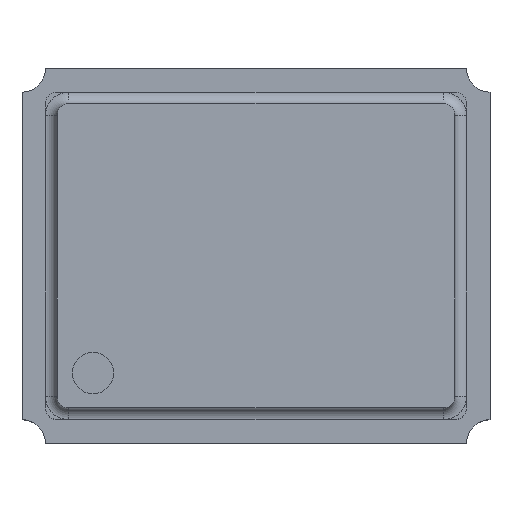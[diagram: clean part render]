
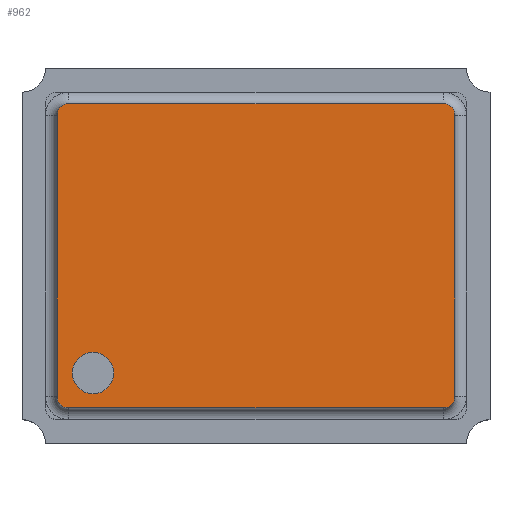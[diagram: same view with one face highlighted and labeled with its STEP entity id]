
A CAD part, top view. The second image highlights one B-rep face of the part: STEP entity #962.
In plain terms, the highlighted planar face has unit normal (0, 0, 1).
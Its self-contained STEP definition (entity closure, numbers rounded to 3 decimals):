
#72 = CARTESIAN_POINT ( 'NONE',  ( 0.8, 0.65, 0.45 ) ) ;
#87 = CARTESIAN_POINT ( 'NONE',  ( -0.8, 0.65, 0.45 ) ) ;
#91 = LINE ( 'NONE', #2781, #2163 ) ;
#146 = DIRECTION ( 'NONE',  ( 1., 0., 0. ) ) ;
#179 = FACE_OUTER_BOUND ( 'NONE', #2292, .T. ) ;
#250 = ORIENTED_EDGE ( 'NONE', *, *, #3067, .T. ) ;
#267 = CIRCLE ( 'NONE', #895, 0.05 ) ;
#291 = LINE ( 'NONE', #3541, #3379 ) ;
#310 = VERTEX_POINT ( 'NONE', #1083 ) ;
#334 = ORIENTED_EDGE ( 'NONE', *, *, #2446, .T. ) ;
#348 = AXIS2_PLACEMENT_3D ( 'NONE', #3144, #3703, #146 ) ;
#350 = CARTESIAN_POINT ( 'NONE',  ( 0.85, -0.6, 0.45 ) ) ;
#426 = VERTEX_POINT ( 'NONE', #72 ) ;
#473 = VERTEX_POINT ( 'NONE', #3082 ) ;
#484 = ORIENTED_EDGE ( 'NONE', *, *, #1351, .T. ) ;
#493 = CIRCLE ( 'NONE', #2905, 0.089 ) ;
#604 = CIRCLE ( 'NONE', #348, 0.05 ) ;
#609 = DIRECTION ( 'NONE',  ( 0., 0., 1. ) ) ;
#698 = DIRECTION ( 'NONE',  ( 1., 0., 0. ) ) ;
#716 = CARTESIAN_POINT ( 'NONE',  ( 0.8, 0.6, 0.45 ) ) ;
#750 = VECTOR ( 'NONE', #3030, 1000. ) ;
#779 = VERTEX_POINT ( 'NONE', #2063 ) ;
#862 = CARTESIAN_POINT ( 'NONE',  ( -0.697, -0.501, 0.45 ) ) ;
#895 = AXIS2_PLACEMENT_3D ( 'NONE', #716, #1276, #698 ) ;
#962 = ADVANCED_FACE ( 'NONE', ( #3779, #179 ), #3443, .T. ) ;
#1066 = EDGE_CURVE ( 'NONE', #426, #3595, #291, .T. ) ;
#1083 = CARTESIAN_POINT ( 'NONE',  ( -0.8, -0.65, 0.45 ) ) ;
#1110 = CIRCLE ( 'NONE', #1482, 0.05 ) ;
#1149 = CARTESIAN_POINT ( 'NONE',  ( 0.85, 0.6, 0.45 ) ) ;
#1182 = CIRCLE ( 'NONE', #2790, 0.089 ) ;
#1206 = DIRECTION ( 'NONE',  ( -1., 0., 0. ) ) ;
#1248 = EDGE_CURVE ( 'NONE', #473, #3734, #1182, .T. ) ;
#1276 = DIRECTION ( 'NONE',  ( 0., 0., 1. ) ) ;
#1351 = EDGE_CURVE ( 'NONE', #1967, #426, #267, .T. ) ;
#1356 = ORIENTED_EDGE ( 'NONE', *, *, #2494, .T. ) ;
#1439 = ORIENTED_EDGE ( 'NONE', *, *, #1066, .T. ) ;
#1482 = AXIS2_PLACEMENT_3D ( 'NONE', #2675, #2943, #3225 ) ;
#1552 = VERTEX_POINT ( 'NONE', #3729 ) ;
#1564 = CIRCLE ( 'NONE', #2068, 0.05 ) ;
#1642 = EDGE_CURVE ( 'NONE', #1977, #310, #1564, .T. ) ;
#1727 = CARTESIAN_POINT ( 'NONE',  ( -0.85, -0.6, 0.45 ) ) ;
#1774 = CARTESIAN_POINT ( 'NONE',  ( 0.85, -0.6, 0.45 ) ) ;
#1850 = CARTESIAN_POINT ( 'NONE',  ( -0.85, -0.6, 0.45 ) ) ;
#1957 = DIRECTION ( 'NONE',  ( 0., 0., 1. ) ) ;
#1967 = VERTEX_POINT ( 'NONE', #1149 ) ;
#1977 = VERTEX_POINT ( 'NONE', #1727 ) ;
#1979 = EDGE_CURVE ( 'NONE', #3734, #473, #493, .T. ) ;
#2049 = DIRECTION ( 'NONE',  ( 0., 1., 0. ) ) ;
#2063 = CARTESIAN_POINT ( 'NONE',  ( 0.8, -0.65, 0.45 ) ) ;
#2068 = AXIS2_PLACEMENT_3D ( 'NONE', #2705, #2633, #3552 ) ;
#2163 = VECTOR ( 'NONE', #3721, 1000. ) ;
#2225 = EDGE_LOOP ( 'NONE', ( #3716, #3133 ) ) ;
#2250 = ORIENTED_EDGE ( 'NONE', *, *, #1642, .T. ) ;
#2282 = CARTESIAN_POINT ( 'NONE',  ( -0.8, -0.6, 0.45 ) ) ;
#2292 = EDGE_LOOP ( 'NONE', ( #2250, #3024, #3611, #250, #484, #1439, #1356, #334 ) ) ;
#2446 = EDGE_CURVE ( 'NONE', #1552, #1977, #3315, .T. ) ;
#2447 = EDGE_CURVE ( 'NONE', #310, #779, #91, .T. ) ;
#2494 = EDGE_CURVE ( 'NONE', #3595, #1552, #604, .T. ) ;
#2546 = DIRECTION ( 'NONE',  ( 0., 0., 1. ) ) ;
#2580 = DIRECTION ( 'NONE',  ( 1., 0., 0. ) ) ;
#2633 = DIRECTION ( 'NONE',  ( 0., 0., 1. ) ) ;
#2675 = CARTESIAN_POINT ( 'NONE',  ( 0.8, -0.6, 0.45 ) ) ;
#2705 = CARTESIAN_POINT ( 'NONE',  ( -0.8, -0.6, 0.45 ) ) ;
#2731 = VERTEX_POINT ( 'NONE', #350 ) ;
#2781 = CARTESIAN_POINT ( 'NONE',  ( -0.8, -0.65, 0.45 ) ) ;
#2790 = AXIS2_PLACEMENT_3D ( 'NONE', #3382, #1957, #2580 ) ;
#2828 = AXIS2_PLACEMENT_3D ( 'NONE', #2282, #2546, #3719 ) ;
#2905 = AXIS2_PLACEMENT_3D ( 'NONE', #862, #609, #2916 ) ;
#2916 = DIRECTION ( 'NONE',  ( 1., 0., 0. ) ) ;
#2943 = DIRECTION ( 'NONE',  ( 0., 0., 1. ) ) ;
#3024 = ORIENTED_EDGE ( 'NONE', *, *, #2447, .T. ) ;
#3028 = VECTOR ( 'NONE', #2049, 1000. ) ;
#3030 = DIRECTION ( 'NONE',  ( 0., -1., 0. ) ) ;
#3053 = CARTESIAN_POINT ( 'NONE',  ( -0.608, -0.501, 0.45 ) ) ;
#3061 = EDGE_CURVE ( 'NONE', #779, #2731, #1110, .T. ) ;
#3067 = EDGE_CURVE ( 'NONE', #2731, #1967, #3268, .T. ) ;
#3082 = CARTESIAN_POINT ( 'NONE',  ( -0.785, -0.501, 0.45 ) ) ;
#3133 = ORIENTED_EDGE ( 'NONE', *, *, #1248, .F. ) ;
#3144 = CARTESIAN_POINT ( 'NONE',  ( -0.8, 0.6, 0.45 ) ) ;
#3225 = DIRECTION ( 'NONE',  ( -1., 0., 0. ) ) ;
#3268 = LINE ( 'NONE', #1774, #3028 ) ;
#3315 = LINE ( 'NONE', #1850, #750 ) ;
#3379 = VECTOR ( 'NONE', #1206, 1000. ) ;
#3382 = CARTESIAN_POINT ( 'NONE',  ( -0.697, -0.501, 0.45 ) ) ;
#3443 = PLANE ( 'NONE',  #2828 ) ;
#3541 = CARTESIAN_POINT ( 'NONE',  ( -0.8, 0.65, 0.45 ) ) ;
#3552 = DIRECTION ( 'NONE',  ( 1., 0., 0. ) ) ;
#3595 = VERTEX_POINT ( 'NONE', #87 ) ;
#3611 = ORIENTED_EDGE ( 'NONE', *, *, #3061, .T. ) ;
#3703 = DIRECTION ( 'NONE',  ( 0., 0., 1. ) ) ;
#3716 = ORIENTED_EDGE ( 'NONE', *, *, #1979, .F. ) ;
#3719 = DIRECTION ( 'NONE',  ( 1., 0., 0. ) ) ;
#3721 = DIRECTION ( 'NONE',  ( 1., 0., 0. ) ) ;
#3729 = CARTESIAN_POINT ( 'NONE',  ( -0.85, 0.6, 0.45 ) ) ;
#3734 = VERTEX_POINT ( 'NONE', #3053 ) ;
#3779 = FACE_BOUND ( 'NONE', #2225, .T. ) ;
